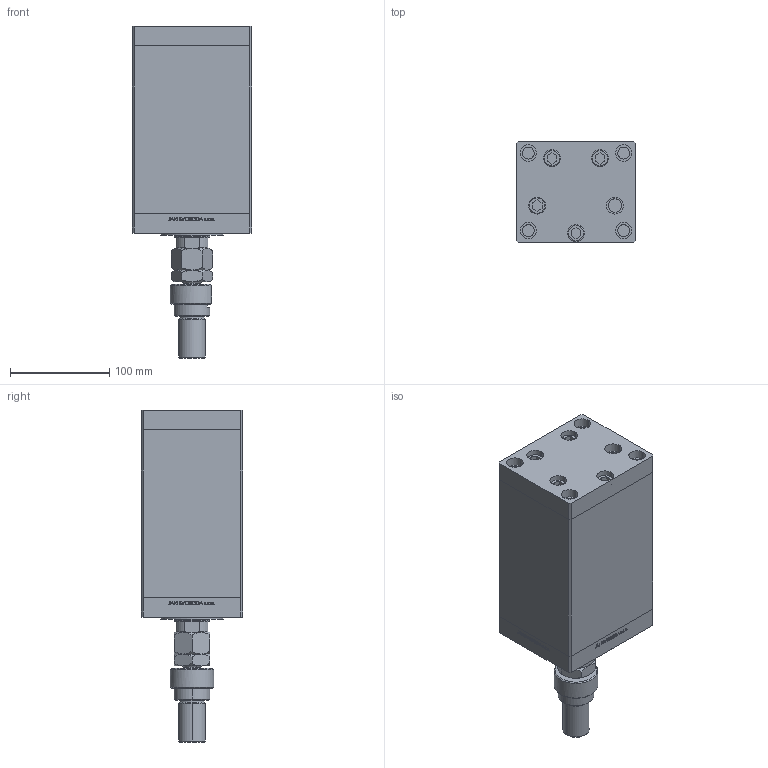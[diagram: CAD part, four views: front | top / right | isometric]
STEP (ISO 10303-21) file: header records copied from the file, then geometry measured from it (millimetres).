
FILE_DESCRIPTION (( 'STEP AP203' ), '1' );
FILE_NAME ('c1e1.STEP', '2022-04-15T00:09:40', ( '' ), ( '' ), 'SwSTEP 2.0', 'SolidWorks 2019', '' );
FILE_SCHEMA (( 'CONFIG_CONTROL_DESIGN' ));
Length unit declared in the file: millimetre
Products named in the file (9): V220C_C MIDDLE bbe5da740274723910c23f9ebb9e0bab; DFA bbe5da740274723910c23f9ebb9e0bab; V220C BACK_C bbe5da740274723910c23f9ebb9e0bab; c1e1; V220C_VC_C bbe5da740274723910c23f9ebb9e0bab; ALLEN BOLT bbe5da740274723910c23f9ebb9e0bab; V220C FRONT bbe5da740274723910c23f9ebb9e0bab; FEMALE_PART_FOR_DFA bbe5da740274723910c23f9ebb9e0bab; MFA bbe5da740274723910c23f9ebb9e0bab
Assembly tree (16 placements, depth 3):
  c1e1
    ALLEN BOLT bbe5da740274723910c23f9ebb9e0bab  x9
    V220C_C MIDDLE bbe5da740274723910c23f9ebb9e0bab
    V220C FRONT bbe5da740274723910c23f9ebb9e0bab
    V220C_VC_C bbe5da740274723910c23f9ebb9e0bab
    V220C BACK_C bbe5da740274723910c23f9ebb9e0bab
    DFA bbe5da740274723910c23f9ebb9e0bab
      FEMALE_PART_FOR_DFA bbe5da740274723910c23f9ebb9e0bab
      MFA bbe5da740274723910c23f9ebb9e0bab
Bounding box: 120 x 102 x 334 mm (x, y, z)
Volume: 2239970 mm3; surface area: 319564 mm2
Topology: 15 solids, 15 shells, 1250 faces, 3081 edges, 2007 vertices
Faces by surface type: plane 570, bspline 380, cylinder 174, cone 82, torus 44
Entity records: 52048 total; most frequent: CARTESIAN_POINT 27342, ORIENTED_EDGE 5422, DIRECTION 3665, EDGE_CURVE 2711, VERTEX_POINT 1783, VECTOR 1529, LINE 1529, EDGE_LOOP 1250
